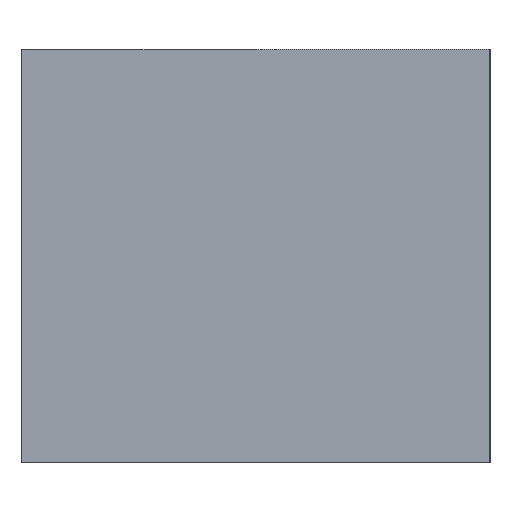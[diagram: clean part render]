
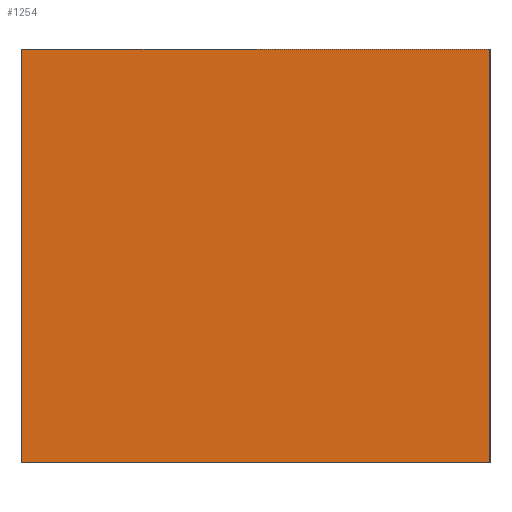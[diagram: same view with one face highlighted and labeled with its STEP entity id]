
A CAD part, left-side view. The second image highlights one B-rep face of the part: STEP entity #1254.
In plain terms, the highlighted planar face has unit normal (-1, 0, 0).
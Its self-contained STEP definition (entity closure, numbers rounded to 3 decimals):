
#128 = CARTESIAN_POINT ( 'NONE',  ( 0., 0., 5. ) ) ;
#183 = EDGE_CURVE ( 'NONE', #1389, #239, #1348, .T. ) ;
#195 = EDGE_LOOP ( 'NONE', ( #1030, #1347, #1226, #1150 ) ) ;
#218 = PLANE ( 'NONE',  #1267 ) ;
#236 = DIRECTION ( 'NONE',  ( 0., 0., -1. ) ) ;
#239 = VERTEX_POINT ( 'NONE', #594 ) ;
#280 = CARTESIAN_POINT ( 'NONE',  ( 0., 60., 53. ) ) ;
#369 = FACE_OUTER_BOUND ( 'NONE', #195, .T. ) ;
#386 = VECTOR ( 'NONE', #1496, 1000. ) ;
#420 = CARTESIAN_POINT ( 'NONE',  ( 0., 60., 53. ) ) ;
#447 = VECTOR ( 'NONE', #1235, 1000. ) ;
#472 = VERTEX_POINT ( 'NONE', #1026 ) ;
#493 = EDGE_CURVE ( 'NONE', #1400, #1389, #1273, .T. ) ;
#580 = CARTESIAN_POINT ( 'NONE',  ( 0., 0., 0. ) ) ;
#585 = VECTOR ( 'NONE', #1041, 1000. ) ;
#594 = CARTESIAN_POINT ( 'NONE',  ( 0., 0., 0. ) ) ;
#753 = DIRECTION ( 'NONE',  ( 1., 0., 0. ) ) ;
#789 = EDGE_CURVE ( 'NONE', #1400, #472, #1358, .T. ) ;
#791 = CARTESIAN_POINT ( 'NONE',  ( 0., 0., 53. ) ) ;
#826 = VECTOR ( 'NONE', #1369, 1000. ) ;
#963 = CARTESIAN_POINT ( 'NONE',  ( 0., 60., 5. ) ) ;
#1026 = CARTESIAN_POINT ( 'NONE',  ( 0., 60., 0. ) ) ;
#1030 = ORIENTED_EDGE ( 'NONE', *, *, #1095, .T. ) ;
#1041 = DIRECTION ( 'NONE',  ( 0., -1., 0. ) ) ;
#1095 = EDGE_CURVE ( 'NONE', #472, #239, #1220, .T. ) ;
#1150 = ORIENTED_EDGE ( 'NONE', *, *, #789, .T. ) ;
#1219 = CARTESIAN_POINT ( 'NONE',  ( 0., 0., 5. ) ) ;
#1220 = LINE ( 'NONE', #580, #826 ) ;
#1226 = ORIENTED_EDGE ( 'NONE', *, *, #493, .F. ) ;
#1235 = DIRECTION ( 'NONE',  ( 0., 0., -1. ) ) ;
#1254 = ADVANCED_FACE ( 'NONE', ( #369 ), #218, .F. ) ;
#1267 = AXIS2_PLACEMENT_3D ( 'NONE', #128, #753, #236 ) ;
#1273 = LINE ( 'NONE', #280, #585 ) ;
#1347 = ORIENTED_EDGE ( 'NONE', *, *, #183, .F. ) ;
#1348 = LINE ( 'NONE', #1219, #386 ) ;
#1358 = LINE ( 'NONE', #963, #447 ) ;
#1369 = DIRECTION ( 'NONE',  ( 0., -1., 0. ) ) ;
#1389 = VERTEX_POINT ( 'NONE', #791 ) ;
#1400 = VERTEX_POINT ( 'NONE', #420 ) ;
#1496 = DIRECTION ( 'NONE',  ( 0., 0., -1. ) ) ;
